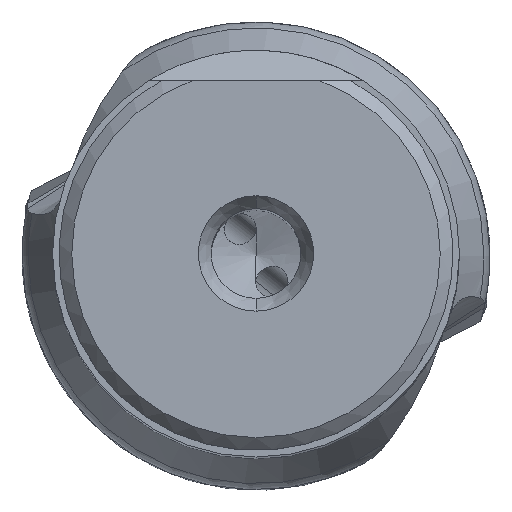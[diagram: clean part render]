
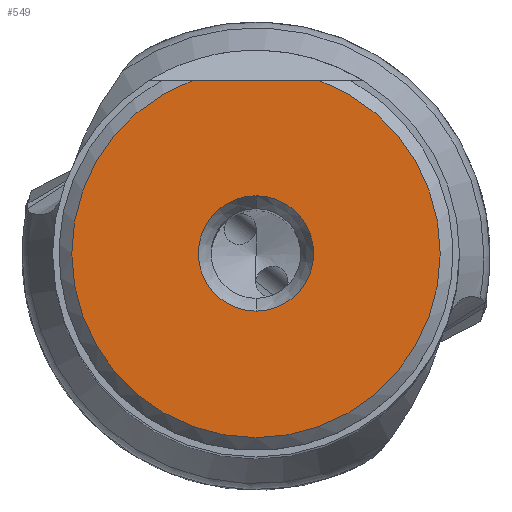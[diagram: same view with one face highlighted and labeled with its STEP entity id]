
A CAD part, top view. The second image highlights one B-rep face of the part: STEP entity #549.
In plain terms, the highlighted planar face has unit normal (0, 0, 1).
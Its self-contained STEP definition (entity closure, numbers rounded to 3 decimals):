
#321=PLANE('',#4562);
#389=FACE_BOUND('',#1046,.T.);
#390=FACE_BOUND('',#1047,.T.);
#549=ADVANCED_FACE('',(#389,#390),#321,.T.);
#1046=EDGE_LOOP('',(#1656,#1657));
#1047=EDGE_LOOP('',(#1658,#1659));
#1305=CIRCLE('',#4557,4.5);
#1306=CIRCLE('',#4559,4.5);
#1307=CIRCLE('',#4561,14.375);
#1656=ORIENTED_EDGE('',*,*,#3351,.F.);
#1657=ORIENTED_EDGE('',*,*,#3352,.F.);
#1658=ORIENTED_EDGE('',*,*,#3353,.T.);
#1659=ORIENTED_EDGE('',*,*,#3354,.F.);
#2876=VERTEX_POINT('',#6578);
#2877=VERTEX_POINT('',#6580);
#2878=VERTEX_POINT('',#6586);
#2879=VERTEX_POINT('',#6587);
#3351=EDGE_CURVE('',#2877,#2876,#1305,.T.);
#3352=EDGE_CURVE('',#2876,#2877,#1306,.T.);
#3353=EDGE_CURVE('',#2878,#2879,#1307,.T.);
#3354=EDGE_CURVE('',#2878,#2879,#3950,.T.);
#3950=LINE('',#6588,#4171);
#4171=VECTOR('',#5163,1.);
#4557=AXIS2_PLACEMENT_3D('',#6581,#5153,#5154);
#4559=AXIS2_PLACEMENT_3D('',#6583,#5157,#5158);
#4561=AXIS2_PLACEMENT_3D('',#6585,#5161,#5162);
#4562=AXIS2_PLACEMENT_3D('',#6589,#5164,#5165);
#5153=DIRECTION('',(0.,0.,1.));
#5154=DIRECTION('',(0.,1.,0.));
#5157=DIRECTION('',(0.,0.,1.));
#5158=DIRECTION('',(0.,-1.,0.));
#5161=DIRECTION('',(0.,0.,1.));
#5162=DIRECTION('',(-0.346,0.938,0.));
#5163=DIRECTION('',(1.,0.,0.));
#5164=DIRECTION('',(0.,0.,1.));
#5165=DIRECTION('',(1.,0.,0.));
#6578=CARTESIAN_POINT('',(0.,-4.5,42.863));
#6580=CARTESIAN_POINT('',(0.,4.5,42.863));
#6581=CARTESIAN_POINT('',(0.,0.,42.863));
#6583=CARTESIAN_POINT('',(0.,0.,42.863));
#6585=CARTESIAN_POINT('',(0.,0.,42.863));
#6586=CARTESIAN_POINT('',(-4.979,13.485,42.863));
#6587=CARTESIAN_POINT('',(4.979,13.485,42.863));
#6588=CARTESIAN_POINT('',(-4.979,13.485,42.863));
#6589=CARTESIAN_POINT('',(0.,-1.045,42.863));
